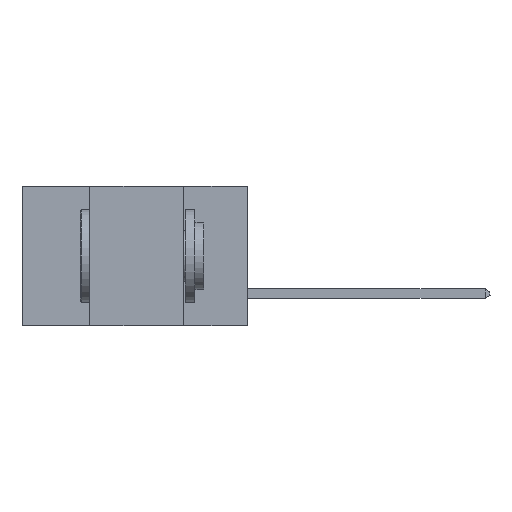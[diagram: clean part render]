
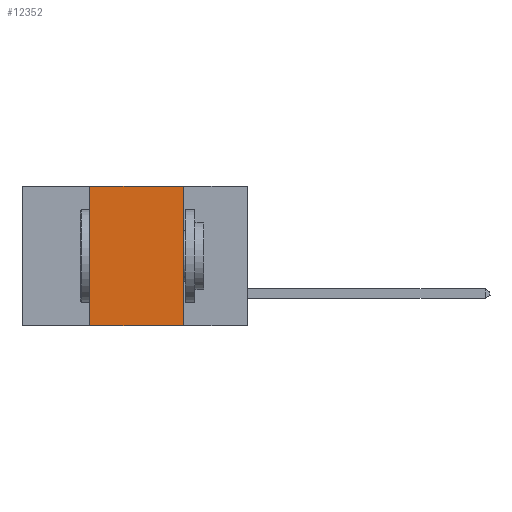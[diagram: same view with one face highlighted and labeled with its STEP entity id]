
A CAD part, left-side view. The second image highlights one B-rep face of the part: STEP entity #12352.
In plain terms, the highlighted planar face has unit normal (-1, 0, 0).
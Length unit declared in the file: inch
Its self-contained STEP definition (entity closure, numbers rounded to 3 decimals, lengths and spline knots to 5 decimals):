
#212 = ORIENTED_EDGE ( 'NONE', *, *, #26728, .F. ) ;
#810 = ORIENTED_EDGE ( 'NONE', *, *, #5342, .T. ) ;
#2451 = VECTOR ( 'NONE', #25177, 39.37008 ) ;
#3953 = LINE ( 'NONE', #22159, #12578 ) ;
#4026 = CARTESIAN_POINT ( 'NONE',  ( 0., 0.17, -0.37 ) ) ;
#4223 = LINE ( 'NONE', #22736, #14521 ) ;
#5342 = EDGE_CURVE ( 'NONE', #15009, #10549, #3953, .T. ) ;
#5742 = LINE ( 'NONE', #15475, #22887 ) ;
#7544 = CARTESIAN_POINT ( 'NONE',  ( 0., 0.42, -0.37 ) ) ;
#7596 = CARTESIAN_POINT ( 'NONE',  ( 0., 0.6, 0. ) ) ;
#7649 = DIRECTION ( 'NONE',  ( 0., -1., 0. ) ) ;
#7823 = EDGE_CURVE ( 'NONE', #8269, #10549, #15499, .T. ) ;
#8269 = VERTEX_POINT ( 'NONE', #22136 ) ;
#9036 = ORIENTED_EDGE ( 'NONE', *, *, #7823, .F. ) ;
#9045 = DIRECTION ( 'NONE',  ( 0., -1., 0. ) ) ;
#9244 = ORIENTED_EDGE ( 'NONE', *, *, #23340, .F. ) ;
#9521 = VERTEX_POINT ( 'NONE', #12653 ) ;
#10549 = VERTEX_POINT ( 'NONE', #4026 ) ;
#12352 = ADVANCED_FACE ( 'NONE', ( #28044 ), #16606, .F. ) ;
#12578 = VECTOR ( 'NONE', #9045, 39.37008 ) ;
#12653 = CARTESIAN_POINT ( 'NONE',  ( 0., 0.42, 0. ) ) ;
#14244 = DIRECTION ( 'NONE',  ( 0., 0., 1. ) ) ;
#14419 = DIRECTION ( 'NONE',  ( 1., 0., 0. ) ) ;
#14521 = VECTOR ( 'NONE', #14244, 39.37008 ) ;
#15009 = VERTEX_POINT ( 'NONE', #7544 ) ;
#15475 = CARTESIAN_POINT ( 'NONE',  ( 0., 0.6, 0. ) ) ;
#15499 = LINE ( 'NONE', #25087, #2451 ) ;
#16606 = PLANE ( 'NONE',  #26450 ) ;
#21730 = EDGE_LOOP ( 'NONE', ( #9036, #9244, #212, #810 ) ) ;
#22136 = CARTESIAN_POINT ( 'NONE',  ( 0., 0.17, 0. ) ) ;
#22159 = CARTESIAN_POINT ( 'NONE',  ( 0., 0.6, -0.37 ) ) ;
#22736 = CARTESIAN_POINT ( 'NONE',  ( 0., 0.42, 0. ) ) ;
#22887 = VECTOR ( 'NONE', #7649, 39.37008 ) ;
#23340 = EDGE_CURVE ( 'NONE', #9521, #8269, #5742, .T. ) ;
#25087 = CARTESIAN_POINT ( 'NONE',  ( 0., 0.17, 0. ) ) ;
#25177 = DIRECTION ( 'NONE',  ( 0., 0., -1. ) ) ;
#25454 = DIRECTION ( 'NONE',  ( 0., 0., -1. ) ) ;
#26450 = AXIS2_PLACEMENT_3D ( 'NONE', #7596, #14419, #25454 ) ;
#26728 = EDGE_CURVE ( 'NONE', #15009, #9521, #4223, .T. ) ;
#28044 = FACE_OUTER_BOUND ( 'NONE', #21730, .T. ) ;
